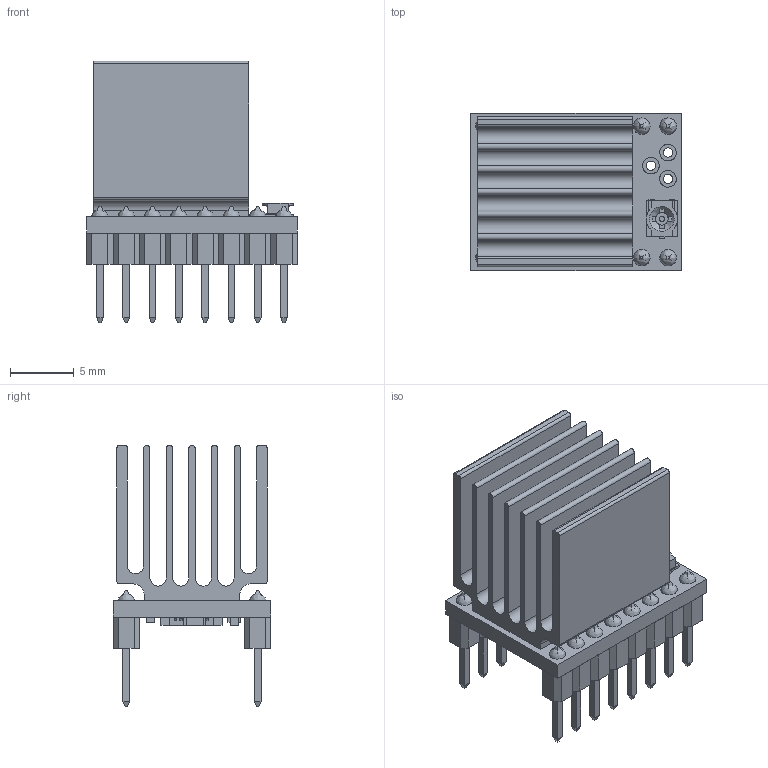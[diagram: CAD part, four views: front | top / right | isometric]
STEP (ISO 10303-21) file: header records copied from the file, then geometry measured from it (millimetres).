
FILE_DESCRIPTION(('FreeCAD Model'),'2;1');
FILE_NAME('Open CASCADE Shape Model','2025-05-05T04:38:16',('FreeCAD'),( 'FreeCAD'),'Open CASCADE STEP processor 7.6','FreeCAD','Unknown');
FILE_SCHEMA(('AUTOMOTIVE_DESIGN { 1 0 10303 214 1 1 1 1 }'));
Length unit declared in the file: millimetre
Products named in the file (1): Open CASCADE STEP translator 7.6 1
Bounding box: 16.48 x 12.36 x 20.49 mm (x, y, z)
Volume: 1145.1 mm3; surface area: 3747 mm2
Topology: 115 solids, 115 shells, 1107 faces, 2558 edges, 1660 vertices
Faces by surface type: bspline 1107
Entity records: 28799 total; most frequent: CARTESIAN_POINT 12473, ORIENTED_EDGE 5084, EDGE_CURVE 2542, B_SPLINE_CURVE_WITH_KNOTS 2308, VERTEX_POINT 1660, FACE_BOUND 1188, EDGE_LOOP 1188, ADVANCED_FACE 1107
